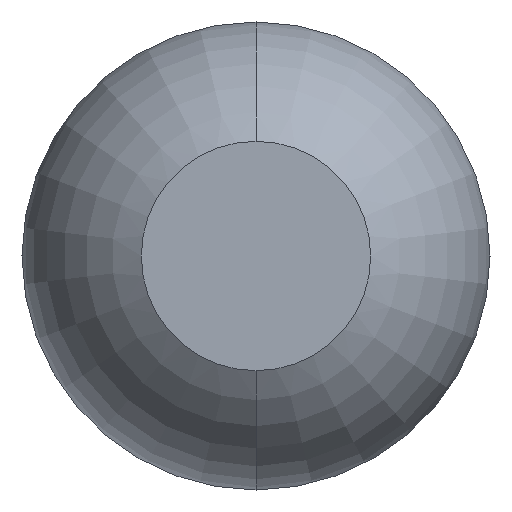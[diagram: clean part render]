
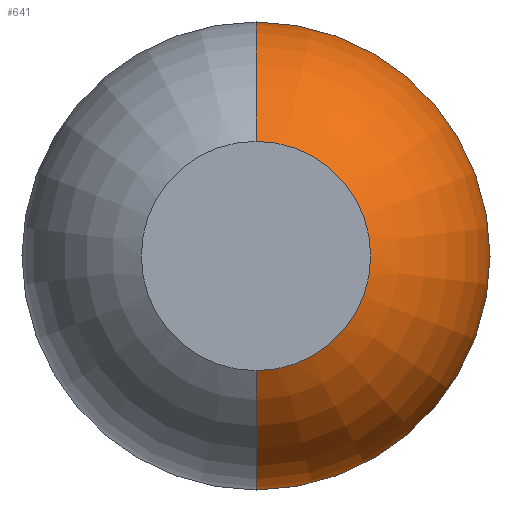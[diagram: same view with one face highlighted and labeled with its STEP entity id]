
A CAD part, front view. The second image highlights one B-rep face of the part: STEP entity #641.
In plain terms, the highlighted toroidal (fillet/blend) face has major radius 0.01 mm and minor radius 0.5 mm.
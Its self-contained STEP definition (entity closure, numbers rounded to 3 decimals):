
#3 = DIRECTION ( 'NONE',  ( -1., 0., 0. ) ) ;
#77 = CARTESIAN_POINT ( 'NONE',  ( 0., -24.961, -0.51 ) ) ;
#108 = AXIS2_PLACEMENT_3D ( 'NONE', #2922, #1276, #4235 ) ;
#160 = CIRCLE ( 'NONE', #1211, 0.51 ) ;
#182 = EDGE_CURVE ( 'NONE', #819, #3549, #1325, .T. ) ;
#305 = DIRECTION ( 'NONE',  ( 0., 0., -1. ) ) ;
#306 = AXIS2_PLACEMENT_3D ( 'NONE', #3003, #1029, #3345 ) ;
#492 = TOROIDAL_SURFACE ( 'NONE', #306, 0.01, 0.5 ) ;
#641 = ADVANCED_FACE ( 'Defeature ausgef�hrt2_0', ( #4035 ), #492, .T. ) ;
#819 = VERTEX_POINT ( 'NONE', #4081 ) ;
#1000 = DIRECTION ( 'NONE',  ( 0., 0., 1. ) ) ;
#1029 = DIRECTION ( 'NONE',  ( 0., -1., 0. ) ) ;
#1091 = EDGE_CURVE ( 'NONE', #1393, #3085, #1880, .T. ) ;
#1156 = CARTESIAN_POINT ( 'NONE',  ( 0., -25.4, 0.25 ) ) ;
#1211 = AXIS2_PLACEMENT_3D ( 'NONE', #2291, #3253, #305 ) ;
#1276 = DIRECTION ( 'NONE',  ( 0., 1., 0. ) ) ;
#1297 = ORIENTED_EDGE ( 'NONE', *, *, #182, .T. ) ;
#1325 = CIRCLE ( 'NONE', #2818, 0.5 ) ;
#1346 = ORIENTED_EDGE ( 'NONE', *, *, #2323, .T. ) ;
#1393 = VERTEX_POINT ( 'NONE', #77 ) ;
#1880 = CIRCLE ( 'NONE', #4110, 0.5 ) ;
#1993 = CARTESIAN_POINT ( 'NONE',  ( 0., -24.961, -0.01 ) ) ;
#2291 = CARTESIAN_POINT ( 'NONE',  ( 0., -24.961, 0. ) ) ;
#2323 = EDGE_CURVE ( 'Defeature ausgef�hrt2_0+Defeature ausgef�hrt2_14+Defeature ausgef�hrt2_14+Defeature ausgef�hrt2_14', #3549, #3085, #3697, .T. ) ;
#2329 = EDGE_LOOP ( 'NONE', ( #3659, #1297, #1346, #2702 ) ) ;
#2345 = CARTESIAN_POINT ( 'NONE',  ( 0., -25.4, -0.25 ) ) ;
#2702 = ORIENTED_EDGE ( 'NONE', *, *, #1091, .F. ) ;
#2807 = DIRECTION ( 'NONE',  ( 0., 0., -1. ) ) ;
#2818 = AXIS2_PLACEMENT_3D ( 'NONE', #3170, #4162, #2807 ) ;
#2922 = CARTESIAN_POINT ( 'NONE',  ( 0., -25.4, 0. ) ) ;
#3003 = CARTESIAN_POINT ( 'NONE',  ( 0., -24.961, 0. ) ) ;
#3085 = VERTEX_POINT ( 'NONE', #2345 ) ;
#3170 = CARTESIAN_POINT ( 'NONE',  ( 0., -24.961, 0.01 ) ) ;
#3253 = DIRECTION ( 'NONE',  ( 0., -1., 0. ) ) ;
#3345 = DIRECTION ( 'NONE',  ( 0., 0., -1. ) ) ;
#3549 = VERTEX_POINT ( 'NONE', #1156 ) ;
#3659 = ORIENTED_EDGE ( 'NONE', *, *, #3675, .T. ) ;
#3675 = EDGE_CURVE ( 'Defeature ausgef�hrt2_0+Defeature ausgef�hrt2_6+Defeature ausgef�hrt2_6+Defeature ausgef�hrt2_6', #1393, #819, #160, .T. ) ;
#3697 = CIRCLE ( 'NONE', #108, 0.25 ) ;
#4035 = FACE_OUTER_BOUND ( 'NONE', #2329, .T. ) ;
#4081 = CARTESIAN_POINT ( 'NONE',  ( 0., -24.961, 0.51 ) ) ;
#4110 = AXIS2_PLACEMENT_3D ( 'NONE', #1993, #3, #1000 ) ;
#4162 = DIRECTION ( 'NONE',  ( 1., 0., 0. ) ) ;
#4235 = DIRECTION ( 'NONE',  ( 0., 0., 1. ) ) ;
